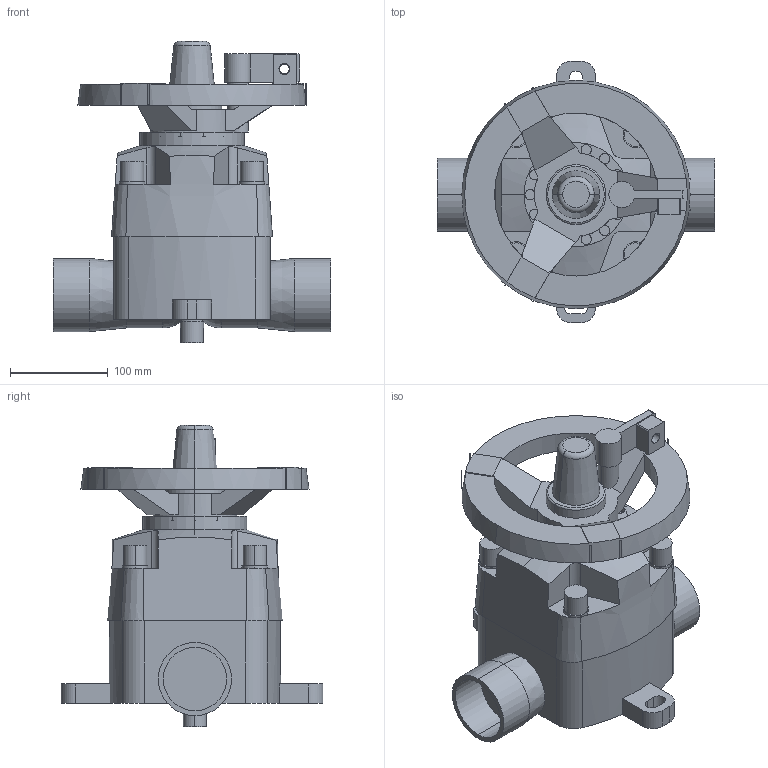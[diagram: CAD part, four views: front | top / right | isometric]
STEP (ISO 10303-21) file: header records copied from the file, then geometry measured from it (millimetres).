
FILE_DESCRIPTION(('STEP AP214'),'1');
FILE_NAME('cctmp_88E2C17D-389C-4952-828D-5AC2C9C04AEC_2021_10_26_11_27_53_0675..stp','2021-10-26T09:27:53',('Praher Valves GmbH'),('CADClick - www.CADClick.com'),'Spatial InterOp 3D',' ','unknown authorization');
FILE_SCHEMA(('AUTOMOTIVE_DESIGN'));
Length unit declared in the file: millimetre
Products named in the file (1): 1
Bounding box: 284 x 268 x 308.7 mm (x, y, z)
Volume: 5580802.3 mm3; surface area: 344006.4 mm2
Topology: 7 solids, 8 shells, 296 faces, 759 edges, 486 vertices
Faces by surface type: plane 156, cylinder 116, cone 16, torus 8
Entity records: 12061 total; most frequent: CARTESIAN_POINT 2174, DIRECTION 1681, ORIENTED_EDGE 1518, EDGE_CURVE 759, AXIS2_PLACEMENT_3D 667, VERTEX_POINT 486, CIRCLE 350, LINE 347
